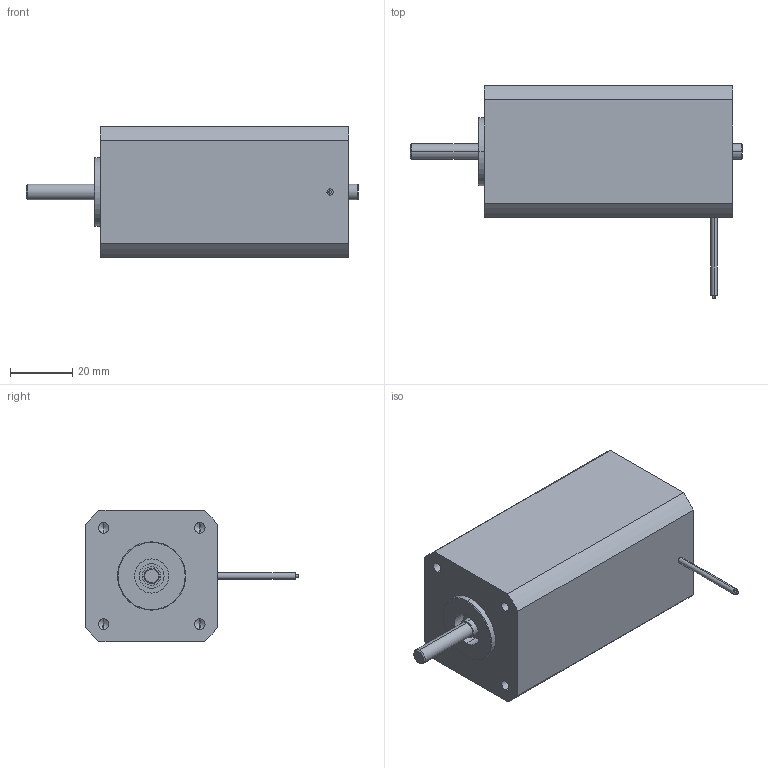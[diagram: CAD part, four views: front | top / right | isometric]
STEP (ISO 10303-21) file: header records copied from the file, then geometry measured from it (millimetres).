
FILE_DESCRIPTION (( 'STEP AP214' ), '1' );
FILE_NAME ('100087 EC4280 24 Rev B.STEP', '2019-11-25T05:44:49', ( '' ), ( '' ), 'SwSTEP 2.0', 'SolidWorks 2018', '' );
FILE_SCHEMA (( 'AUTOMOTIVE_DESIGN' ));
Length unit declared in the file: millimetre
Products named in the file (1): 100087 EC4280 24 Rev B
Bounding box: 107 x 68.5 x 42.5 mm (x, y, z)
Volume: 142076 mm3; surface area: 17693.3 mm2
Topology: 1 solids, 1 shells, 73 faces, 162 edges, 96 vertices
Faces by surface type: cylinder 38, cone 18, plane 17
Entity records: 2270 total; most frequent: DIRECTION 380, CARTESIAN_POINT 320, ORIENTED_EDGE 300, AXIS2_PLACEMENT_3D 156, EDGE_CURVE 150, VERTEX_POINT 96, EDGE_LOOP 90, CIRCLE 82
